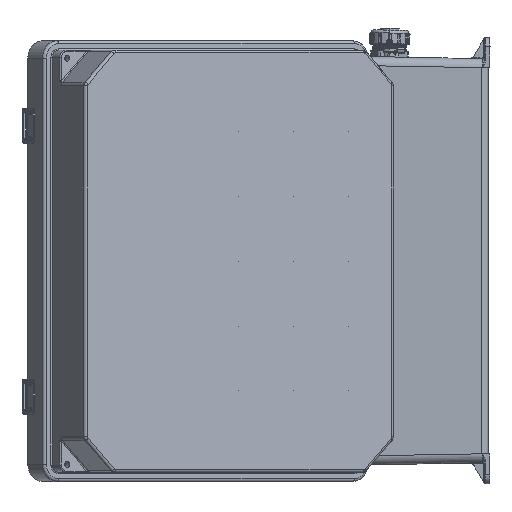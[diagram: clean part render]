
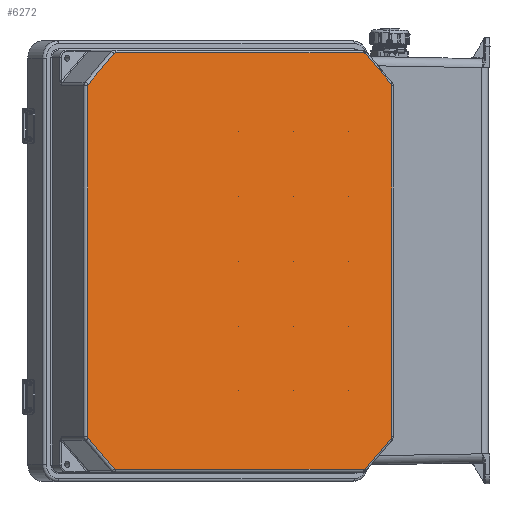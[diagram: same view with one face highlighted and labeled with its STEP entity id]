
A CAD part, left-side view. The second image highlights one B-rep face of the part: STEP entity #6272.
In plain terms, the highlighted face is planar.
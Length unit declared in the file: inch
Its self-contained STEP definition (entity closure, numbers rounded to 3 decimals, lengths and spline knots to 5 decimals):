
#138 = ORIENTED_EDGE ( 'NONE', *, *, #42509, .F. ) ;
#222 = VECTOR ( 'NONE', #9351, 39.37008 ) ;
#337 = CARTESIAN_POINT ( 'NONE',  ( 5.09763, 3.24803, -14.8937 ) ) ;
#1099 = DIRECTION ( 'NONE',  ( 0., 0., -1. ) ) ;
#2475 = EDGE_CURVE ( 'NONE', #88025, #69128, #77698, .T. ) ;
#3009 = DIRECTION ( 'NONE',  ( 0., 0., 1. ) ) ;
#4637 = VERTEX_POINT ( 'NONE', #47523 ) ;
#5256 = DIRECTION ( 'NONE',  ( 0., 0., 1. ) ) ;
#5405 = DIRECTION ( 'NONE',  ( 0., 1., 0. ) ) ;
#6242 = DIRECTION ( 'NONE',  ( 0., 0., 1. ) ) ;
#6272 = ADVANCED_FACE ( 'NONE', ( #23871 ), #45884, .T. ) ;
#6481 = ORIENTED_EDGE ( 'NONE', *, *, #88667, .F. ) ;
#7317 = CARTESIAN_POINT ( 'NONE',  ( 5.09763, 3.24803, -14.81496 ) ) ;
#8422 = CIRCLE ( 'NONE', #45136, 0.07874 ) ;
#8772 = CIRCLE ( 'NONE', #45410, 0.07874 ) ;
#9351 = DIRECTION ( 'NONE',  ( 1., 0., 0. ) ) ;
#10696 = CARTESIAN_POINT ( 'NONE',  ( -6.23622, 3.24803, -1.55985 ) ) ;
#11730 = AXIS2_PLACEMENT_3D ( 'NONE', #80389, #14804, #5256 ) ;
#11929 = ORIENTED_EDGE ( 'NONE', *, *, #21392, .T. ) ;
#12337 = AXIS2_PLACEMENT_3D ( 'NONE', #65137, #92966, #6242 ) ;
#13591 = CARTESIAN_POINT ( 'NONE',  ( 6.21316, 3.24803, -13.81078 ) ) ;
#13835 = ORIENTED_EDGE ( 'NONE', *, *, #54556, .T. ) ;
#14352 = ORIENTED_EDGE ( 'NONE', *, *, #46064, .T. ) ;
#14804 = DIRECTION ( 'NONE',  ( 0., 1., 0. ) ) ;
#16968 = VECTOR ( 'NONE', #71735, 39.37008 ) ;
#17022 = ORIENTED_EDGE ( 'NONE', *, *, #78595, .F. ) ;
#17119 = ORIENTED_EDGE ( 'NONE', *, *, #2475, .F. ) ;
#17806 = CIRCLE ( 'NONE', #11730, 0.07874 ) ;
#17812 = LINE ( 'NONE', #24993, #48277 ) ;
#18721 = DIRECTION ( 'NONE',  ( 0., 1., 0. ) ) ;
#18736 = CARTESIAN_POINT ( 'NONE',  ( -6.15748, 3.24803, -1.55985 ) ) ;
#19301 = CARTESIAN_POINT ( 'NONE',  ( -5.09763, 3.24803, -14.81496 ) ) ;
#20627 = DIRECTION ( 'NONE',  ( 0., 0., -1. ) ) ;
#21131 = LINE ( 'NONE', #26909, #53040 ) ;
#21392 = EDGE_CURVE ( 'NONE', #88025, #57142, #81658, .T. ) ;
#23389 = DIRECTION ( 'NONE',  ( 0., 1., 0. ) ) ;
#23871 = FACE_OUTER_BOUND ( 'NONE', #92217, .T. ) ;
#24993 = CARTESIAN_POINT ( 'NONE',  ( 6.23622, 3.24803, -7.65748 ) ) ;
#25044 = VECTOR ( 'NONE', #40135, 39.37008 ) ;
#26909 = CARTESIAN_POINT ( 'NONE',  ( 6.21316, 3.24803, -1.50418 ) ) ;
#27495 = CIRCLE ( 'NONE', #58032, 0.07874 ) ;
#27931 = LINE ( 'NONE', #13591, #79447 ) ;
#27979 = VERTEX_POINT ( 'NONE', #61143 ) ;
#28273 = CARTESIAN_POINT ( 'NONE',  ( -6.23622, 3.24803, -7.65748 ) ) ;
#28394 = DIRECTION ( 'NONE',  ( 0., -1., 0. ) ) ;
#31103 = EDGE_CURVE ( 'NONE', #68788, #4637, #27495, .T. ) ;
#31549 = LINE ( 'NONE', #32016, #25044 ) ;
#32016 = CARTESIAN_POINT ( 'NONE',  ( 5.09763, 3.24803, -14.8937 ) ) ;
#33109 = DIRECTION ( 'NONE',  ( 0., 0., -1. ) ) ;
#34097 = VERTEX_POINT ( 'NONE', #55946 ) ;
#34595 = CIRCLE ( 'NONE', #54513, 0.07874 ) ;
#34882 = CARTESIAN_POINT ( 'NONE',  ( -6.21316, 3.24803, -1.50418 ) ) ;
#35369 = VERTEX_POINT ( 'NONE', #337 ) ;
#35958 = CARTESIAN_POINT ( 'NONE',  ( 6.21316, 3.24803, -13.81078 ) ) ;
#36253 = DIRECTION ( 'NONE',  ( 0., -1., 0. ) ) ;
#37009 = CARTESIAN_POINT ( 'NONE',  ( 5.1533, 3.24803, -14.87064 ) ) ;
#37528 = DIRECTION ( 'NONE',  ( 0., -1., 0. ) ) ;
#39387 = DIRECTION ( 'NONE',  ( 0., 0., -1. ) ) ;
#40135 = DIRECTION ( 'NONE',  ( 1., 0., 0. ) ) ;
#40667 = CARTESIAN_POINT ( 'NONE',  ( -5.1533, 3.24803, -0.44432 ) ) ;
#41354 = ORIENTED_EDGE ( 'NONE', *, *, #83444, .T. ) ;
#42503 = ORIENTED_EDGE ( 'NONE', *, *, #57397, .F. ) ;
#42509 = EDGE_CURVE ( 'NONE', #35369, #47779, #86107, .T. ) ;
#42606 = CARTESIAN_POINT ( 'NONE',  ( 5.1533, 3.24803, -0.44432 ) ) ;
#42761 = VECTOR ( 'NONE', #92500, 39.37008 ) ;
#45136 = AXIS2_PLACEMENT_3D ( 'NONE', #19301, #5405, #48507 ) ;
#45410 = AXIS2_PLACEMENT_3D ( 'NONE', #18736, #61378, #75751 ) ;
#45884 = PLANE ( 'NONE',  #56928 ) ;
#46064 = EDGE_CURVE ( 'NONE', #69750, #64470, #8422, .T. ) ;
#46493 = ORIENTED_EDGE ( 'NONE', *, *, #31103, .T. ) ;
#46990 = LINE ( 'NONE', #83861, #42761 ) ;
#47523 = CARTESIAN_POINT ( 'NONE',  ( -6.23622, 3.24803, -13.75511 ) ) ;
#47779 = VERTEX_POINT ( 'NONE', #37009 ) ;
#47877 = EDGE_CURVE ( 'NONE', #27979, #80571, #8772, .T. ) ;
#48277 = VECTOR ( 'NONE', #39387, 39.37008 ) ;
#48507 = DIRECTION ( 'NONE',  ( 0., 0., -1. ) ) ;
#51363 = ORIENTED_EDGE ( 'NONE', *, *, #77607, .T. ) ;
#52093 = CIRCLE ( 'NONE', #12337, 0.07874 ) ;
#52590 = DIRECTION ( 'NONE',  ( 0., 0., 1. ) ) ;
#52813 = CARTESIAN_POINT ( 'NONE',  ( 6.15748, 3.24803, -13.75511 ) ) ;
#52915 = CARTESIAN_POINT ( 'NONE',  ( 5.09763, 3.24803, -0.42126 ) ) ;
#53040 = VECTOR ( 'NONE', #79555, 39.37008 ) ;
#54513 = AXIS2_PLACEMENT_3D ( 'NONE', #52813, #37528, #1099 ) ;
#54556 = EDGE_CURVE ( 'NONE', #68420, #34097, #17812, .T. ) ;
#55302 = CARTESIAN_POINT ( 'NONE',  ( 6.21316, 3.24803, -1.50418 ) ) ;
#55946 = CARTESIAN_POINT ( 'NONE',  ( 6.23622, 3.24803, -13.75511 ) ) ;
#56928 = AXIS2_PLACEMENT_3D ( 'NONE', #61177, #23389, #52590 ) ;
#57140 = DIRECTION ( 'NONE',  ( 0.707, 0., 0.707 ) ) ;
#57142 = VERTEX_POINT ( 'NONE', #85461 ) ;
#57366 = LINE ( 'NONE', #34882, #16968 ) ;
#57397 = EDGE_CURVE ( 'NONE', #80571, #4637, #66245, .T. ) ;
#57399 = VERTEX_POINT ( 'NONE', #35958 ) ;
#58032 = AXIS2_PLACEMENT_3D ( 'NONE', #76204, #18721, #33109 ) ;
#59418 = EDGE_CURVE ( 'NONE', #47779, #57399, #27931, .T. ) ;
#59776 = CARTESIAN_POINT ( 'NONE',  ( -5.1533, 3.24803, -14.87064 ) ) ;
#61143 = CARTESIAN_POINT ( 'NONE',  ( -6.21316, 3.24803, -1.50418 ) ) ;
#61177 = CARTESIAN_POINT ( 'NONE',  ( 0., 3.24803, -0.32283 ) ) ;
#61378 = DIRECTION ( 'NONE',  ( 0., -1., 0. ) ) ;
#63736 = CARTESIAN_POINT ( 'NONE',  ( -6.21316, 3.24803, -13.81078 ) ) ;
#63794 = CARTESIAN_POINT ( 'NONE',  ( -5.09763, 3.24803, -0.42126 ) ) ;
#64470 = VERTEX_POINT ( 'NONE', #59776 ) ;
#65137 = CARTESIAN_POINT ( 'NONE',  ( 6.15748, 3.24803, -1.55985 ) ) ;
#65581 = VECTOR ( 'NONE', #20627, 39.37008 ) ;
#65740 = DIRECTION ( 'NONE',  ( 0., 0., -1. ) ) ;
#66245 = LINE ( 'NONE', #28273, #65581 ) ;
#67260 = ORIENTED_EDGE ( 'NONE', *, *, #73207, .F. ) ;
#67677 = CARTESIAN_POINT ( 'NONE',  ( -5.09763, 3.24803, -0.5 ) ) ;
#68420 = VERTEX_POINT ( 'NONE', #83038 ) ;
#68788 = VERTEX_POINT ( 'NONE', #63736 ) ;
#68791 = ORIENTED_EDGE ( 'NONE', *, *, #59418, .F. ) ;
#69128 = VERTEX_POINT ( 'NONE', #40667 ) ;
#69750 = VERTEX_POINT ( 'NONE', #84828 ) ;
#71735 = DIRECTION ( 'NONE',  ( -0.707, 0., -0.707 ) ) ;
#72860 = EDGE_CURVE ( 'NONE', #91761, #68420, #52093, .T. ) ;
#73075 = ORIENTED_EDGE ( 'NONE', *, *, #91202, .T. ) ;
#73207 = EDGE_CURVE ( 'NONE', #69128, #27979, #57366, .T. ) ;
#75751 = DIRECTION ( 'NONE',  ( 0., 0., 1. ) ) ;
#76204 = CARTESIAN_POINT ( 'NONE',  ( -6.15748, 3.24803, -13.75511 ) ) ;
#76924 = AXIS2_PLACEMENT_3D ( 'NONE', #7317, #28394, #65740 ) ;
#77181 = ORIENTED_EDGE ( 'NONE', *, *, #47877, .F. ) ;
#77607 = EDGE_CURVE ( 'NONE', #88357, #91761, #21131, .T. ) ;
#77698 = CIRCLE ( 'NONE', #79198, 0.07874 ) ;
#78221 = ORIENTED_EDGE ( 'NONE', *, *, #72860, .T. ) ;
#78595 = EDGE_CURVE ( 'NONE', #57399, #34097, #34595, .T. ) ;
#79198 = AXIS2_PLACEMENT_3D ( 'NONE', #67677, #36253, #3009 ) ;
#79447 = VECTOR ( 'NONE', #57140, 39.37008 ) ;
#79555 = DIRECTION ( 'NONE',  ( 0.707, 0., -0.707 ) ) ;
#80389 = CARTESIAN_POINT ( 'NONE',  ( 5.09763, 3.24803, -0.5 ) ) ;
#80571 = VERTEX_POINT ( 'NONE', #10696 ) ;
#81658 = LINE ( 'NONE', #52915, #222 ) ;
#83038 = CARTESIAN_POINT ( 'NONE',  ( 6.23622, 3.24803, -1.55985 ) ) ;
#83444 = EDGE_CURVE ( 'NONE', #64470, #68788, #46990, .T. ) ;
#83861 = CARTESIAN_POINT ( 'NONE',  ( -6.21316, 3.24803, -13.81078 ) ) ;
#84828 = CARTESIAN_POINT ( 'NONE',  ( -5.09763, 3.24803, -14.8937 ) ) ;
#85461 = CARTESIAN_POINT ( 'NONE',  ( 5.09763, 3.24803, -0.42126 ) ) ;
#86107 = CIRCLE ( 'NONE', #76924, 0.07874 ) ;
#88025 = VERTEX_POINT ( 'NONE', #63794 ) ;
#88357 = VERTEX_POINT ( 'NONE', #42606 ) ;
#88667 = EDGE_CURVE ( 'NONE', #69750, #35369, #31549, .T. ) ;
#91202 = EDGE_CURVE ( 'NONE', #57142, #88357, #17806, .T. ) ;
#91761 = VERTEX_POINT ( 'NONE', #55302 ) ;
#92217 = EDGE_LOOP ( 'NONE', ( #78221, #13835, #17022, #68791, #138, #6481, #14352, #41354, #46493, #42503, #77181, #67260, #17119, #11929, #73075, #51363 ) ) ;
#92500 = DIRECTION ( 'NONE',  ( -0.707, 0., 0.707 ) ) ;
#92966 = DIRECTION ( 'NONE',  ( 0., 1., 0. ) ) ;
